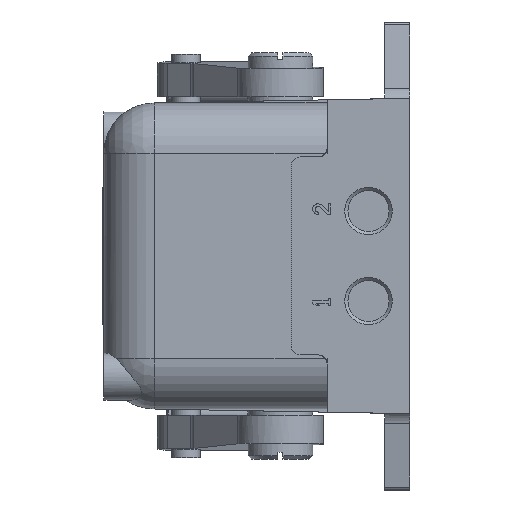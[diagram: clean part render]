
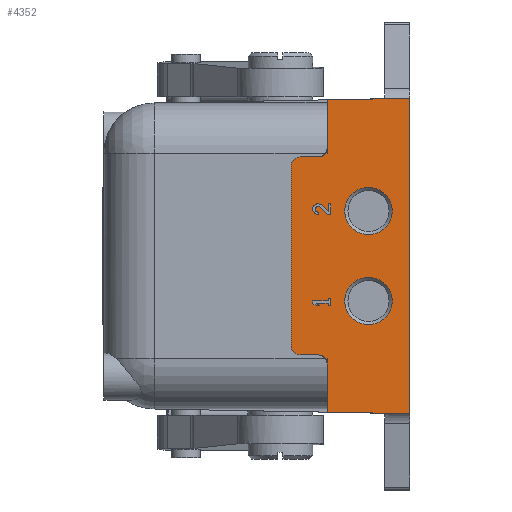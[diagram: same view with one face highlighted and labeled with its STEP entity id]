
A CAD part, left-side view. The second image highlights one B-rep face of the part: STEP entity #4352.
In plain terms, the highlighted planar face has unit normal (-1, 0, 0).
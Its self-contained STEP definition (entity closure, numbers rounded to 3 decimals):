
#213=CIRCLE('',#4656,1.5);
#214=CIRCLE('',#4657,0.8);
#215=CIRCLE('',#4658,2.5);
#216=CIRCLE('',#4659,2.5);
#217=CIRCLE('',#4660,2.5);
#218=CIRCLE('',#4661,2.5);
#219=CIRCLE('',#4662,6.579);
#220=CIRCLE('',#4663,6.579);
#459=ORIENTED_EDGE('',*,*,#1728,.T.);
#460=ORIENTED_EDGE('',*,*,#1729,.T.);
#461=ORIENTED_EDGE('',*,*,#1730,.T.);
#462=ORIENTED_EDGE('',*,*,#1731,.T.);
#463=ORIENTED_EDGE('',*,*,#1732,.T.);
#464=ORIENTED_EDGE('',*,*,#1733,.T.);
#465=ORIENTED_EDGE('',*,*,#1734,.T.);
#466=ORIENTED_EDGE('',*,*,#1735,.T.);
#467=ORIENTED_EDGE('',*,*,#1736,.F.);
#468=ORIENTED_EDGE('',*,*,#1737,.F.);
#469=ORIENTED_EDGE('',*,*,#1738,.T.);
#470=ORIENTED_EDGE('',*,*,#1739,.T.);
#471=ORIENTED_EDGE('',*,*,#1740,.F.);
#472=ORIENTED_EDGE('',*,*,#1741,.T.);
#473=ORIENTED_EDGE('',*,*,#1742,.F.);
#474=ORIENTED_EDGE('',*,*,#1743,.T.);
#475=ORIENTED_EDGE('',*,*,#1744,.T.);
#476=ORIENTED_EDGE('',*,*,#1745,.T.);
#477=ORIENTED_EDGE('',*,*,#1746,.F.);
#478=ORIENTED_EDGE('',*,*,#1747,.F.);
#479=ORIENTED_EDGE('',*,*,#1748,.F.);
#480=ORIENTED_EDGE('',*,*,#1749,.T.);
#481=ORIENTED_EDGE('',*,*,#1750,.T.);
#482=ORIENTED_EDGE('',*,*,#1751,.T.);
#483=ORIENTED_EDGE('',*,*,#1752,.T.);
#484=ORIENTED_EDGE('',*,*,#1753,.T.);
#485=ORIENTED_EDGE('',*,*,#1754,.T.);
#486=ORIENTED_EDGE('',*,*,#1755,.T.);
#487=ORIENTED_EDGE('',*,*,#1756,.T.);
#488=ORIENTED_EDGE('',*,*,#1757,.T.);
#489=ORIENTED_EDGE('',*,*,#1758,.T.);
#490=ORIENTED_EDGE('',*,*,#1759,.T.);
#491=ORIENTED_EDGE('',*,*,#1760,.T.);
#492=ORIENTED_EDGE('',*,*,#1761,.T.);
#1728=EDGE_CURVE('',#2360,#2361,#2763,.T.);
#1729=EDGE_CURVE('',#2361,#2362,#213,.T.);
#1730=EDGE_CURVE('',#2362,#2363,#2764,.T.);
#1731=EDGE_CURVE('',#2363,#2364,#2765,.T.);
#1732=EDGE_CURVE('',#2364,#2365,#2766,.T.);
#1733=EDGE_CURVE('',#2365,#2366,#2767,.T.);
#1734=EDGE_CURVE('',#2366,#2367,#2768,.T.);
#1735=EDGE_CURVE('',#2367,#2368,#2769,.T.);
#1736=EDGE_CURVE('',#2360,#2368,#214,.T.);
#1737=EDGE_CURVE('',#2369,#2370,#2770,.T.);
#1738=EDGE_CURVE('',#2369,#2371,#215,.T.);
#1739=EDGE_CURVE('',#2371,#2372,#2771,.T.);
#1740=EDGE_CURVE('',#2373,#2372,#216,.T.);
#1741=EDGE_CURVE('',#2373,#2374,#2772,.T.);
#1742=EDGE_CURVE('',#2375,#2374,#217,.T.);
#1743=EDGE_CURVE('',#2375,#2376,#2773,.T.);
#1744=EDGE_CURVE('',#2376,#2377,#218,.T.);
#1745=EDGE_CURVE('',#2377,#2378,#2774,.T.);
#1746=EDGE_CURVE('',#2379,#2378,#2775,.T.);
#1747=EDGE_CURVE('',#2380,#2379,#2776,.T.);
#1748=EDGE_CURVE('',#2370,#2380,#2777,.T.);
#1749=EDGE_CURVE('',#2381,#2381,#219,.T.);
#1750=EDGE_CURVE('',#2382,#2382,#220,.T.);
#1751=EDGE_CURVE('',#2383,#2384,#2778,.T.);
#1752=EDGE_CURVE('',#2384,#2385,#2779,.T.);
#1753=EDGE_CURVE('',#2385,#2386,#2780,.T.);
#1754=EDGE_CURVE('',#2386,#2387,#2781,.T.);
#1755=EDGE_CURVE('',#2387,#2388,#2782,.T.);
#1756=EDGE_CURVE('',#2388,#2389,#2783,.T.);
#1757=EDGE_CURVE('',#2389,#2390,#2784,.T.);
#1758=EDGE_CURVE('',#2390,#2391,#2785,.T.);
#1759=EDGE_CURVE('',#2391,#2392,#2786,.T.);
#1760=EDGE_CURVE('',#2392,#2393,#2787,.T.);
#1761=EDGE_CURVE('',#2393,#2383,#2788,.T.);
#2360=VERTEX_POINT('',#6624);
#2361=VERTEX_POINT('',#6625);
#2362=VERTEX_POINT('',#6627);
#2363=VERTEX_POINT('',#6629);
#2364=VERTEX_POINT('',#6631);
#2365=VERTEX_POINT('',#6633);
#2366=VERTEX_POINT('',#6635);
#2367=VERTEX_POINT('',#6637);
#2368=VERTEX_POINT('',#6639);
#2369=VERTEX_POINT('',#6642);
#2370=VERTEX_POINT('',#6643);
#2371=VERTEX_POINT('',#6645);
#2372=VERTEX_POINT('',#6647);
#2373=VERTEX_POINT('',#6649);
#2374=VERTEX_POINT('',#6651);
#2375=VERTEX_POINT('',#6653);
#2376=VERTEX_POINT('',#6655);
#2377=VERTEX_POINT('',#6657);
#2378=VERTEX_POINT('',#6659);
#2379=VERTEX_POINT('',#6661);
#2380=VERTEX_POINT('',#6663);
#2381=VERTEX_POINT('',#6666);
#2382=VERTEX_POINT('',#6668);
#2383=VERTEX_POINT('',#6670);
#2384=VERTEX_POINT('',#6671);
#2385=VERTEX_POINT('',#6673);
#2386=VERTEX_POINT('',#6675);
#2387=VERTEX_POINT('',#6677);
#2388=VERTEX_POINT('',#6679);
#2389=VERTEX_POINT('',#6681);
#2390=VERTEX_POINT('',#6683);
#2391=VERTEX_POINT('',#6685);
#2392=VERTEX_POINT('',#6687);
#2393=VERTEX_POINT('',#6689);
#2763=LINE('',#6623,#3173);
#2764=LINE('',#6628,#3174);
#2765=LINE('',#6630,#3175);
#2766=LINE('',#6632,#3176);
#2767=LINE('',#6634,#3177);
#2768=LINE('',#6636,#3178);
#2769=LINE('',#6638,#3179);
#2770=LINE('',#6641,#3180);
#2771=LINE('',#6646,#3181);
#2772=LINE('',#6650,#3182);
#2773=LINE('',#6654,#3183);
#2774=LINE('',#6658,#3184);
#2775=LINE('',#6660,#3185);
#2776=LINE('',#6662,#3186);
#2777=LINE('',#6664,#3187);
#2778=LINE('',#6669,#3188);
#2779=LINE('',#6672,#3189);
#2780=LINE('',#6674,#3190);
#2781=LINE('',#6676,#3191);
#2782=LINE('',#6678,#3192);
#2783=LINE('',#6680,#3193);
#2784=LINE('',#6682,#3194);
#2785=LINE('',#6684,#3195);
#2786=LINE('',#6686,#3196);
#2787=LINE('',#6688,#3197);
#2788=LINE('',#6690,#3198);
#3173=VECTOR('',#5221,1000.);
#3174=VECTOR('',#5224,1000.);
#3175=VECTOR('',#5225,1000.);
#3176=VECTOR('',#5226,1000.);
#3177=VECTOR('',#5227,1000.);
#3178=VECTOR('',#5228,1000.);
#3179=VECTOR('',#5229,1000.);
#3180=VECTOR('',#5232,1000.);
#3181=VECTOR('',#5235,1000.);
#3182=VECTOR('',#5238,1000.);
#3183=VECTOR('',#5241,1000.);
#3184=VECTOR('',#5244,1000.);
#3185=VECTOR('',#5245,1000.);
#3186=VECTOR('',#5246,1000.);
#3187=VECTOR('',#5247,1000.);
#3188=VECTOR('',#5252,1000.);
#3189=VECTOR('',#5253,1000.);
#3190=VECTOR('',#5254,1000.);
#3191=VECTOR('',#5255,1000.);
#3192=VECTOR('',#5256,1000.);
#3193=VECTOR('',#5257,1000.);
#3194=VECTOR('',#5258,1000.);
#3195=VECTOR('',#5259,1000.);
#3196=VECTOR('',#5260,1000.);
#3197=VECTOR('',#5261,1000.);
#3198=VECTOR('',#5262,1000.);
#3549=EDGE_LOOP('',(#459,#460,#461,#462,#463,#464,#465,#466,#467));
#3550=EDGE_LOOP('',(#468,#469,#470,#471,#472,#473,#474,#475,#476,#477,#478,
#479));
#3551=EDGE_LOOP('',(#480));
#3552=EDGE_LOOP('',(#481));
#3553=EDGE_LOOP('',(#482,#483,#484,#485,#486,#487,#488,#489,#490,#491,#492));
#3876=FACE_BOUND('',#3549,.T.);
#3877=FACE_BOUND('',#3550,.T.);
#3878=FACE_BOUND('',#3551,.T.);
#3879=FACE_BOUND('',#3552,.T.);
#3880=FACE_BOUND('',#3553,.T.);
#4190=PLANE('',#4655);
#4352=ADVANCED_FACE('',(#3876,#3877,#3878,#3879,#3880),#4190,.F.);
#4655=AXIS2_PLACEMENT_3D('',#6622,#5219,#5220);
#4656=AXIS2_PLACEMENT_3D('',#6626,#5222,#5223);
#4657=AXIS2_PLACEMENT_3D('',#6640,#5230,#5231);
#4658=AXIS2_PLACEMENT_3D('',#6644,#5233,#5234);
#4659=AXIS2_PLACEMENT_3D('',#6648,#5236,#5237);
#4660=AXIS2_PLACEMENT_3D('',#6652,#5239,#5240);
#4661=AXIS2_PLACEMENT_3D('',#6656,#5242,#5243);
#4662=AXIS2_PLACEMENT_3D('',#6665,#5248,#5249);
#4663=AXIS2_PLACEMENT_3D('',#6667,#5250,#5251);
#5219=DIRECTION('',(1.,0.,0.));
#5220=DIRECTION('',(0.,0.,-1.));
#5221=DIRECTION('',(0.,0.,-1.));
#5222=DIRECTION('',(1.,0.,0.));
#5223=DIRECTION('',(0.,0.,-1.));
#5224=DIRECTION('',(0.,-0.69,-0.724));
#5225=DIRECTION('',(0.,0.,1.));
#5226=DIRECTION('',(0.,-1.,0.));
#5227=DIRECTION('',(0.,0.,-1.));
#5228=DIRECTION('',(0.,1.,0.));
#5229=DIRECTION('',(0.,0.69,0.724));
#5230=DIRECTION('',(1.,0.,0.));
#5231=DIRECTION('',(0.,0.,-1.));
#5232=DIRECTION('',(0.,0.,1.));
#5233=DIRECTION('',(1.,0.,0.));
#5234=DIRECTION('',(0.,0.,-1.));
#5235=DIRECTION('',(0.,1.,0.));
#5236=DIRECTION('',(1.,0.,0.));
#5237=DIRECTION('',(0.,0.,-1.));
#5238=DIRECTION('',(0.,0.,-1.));
#5239=DIRECTION('',(1.,0.,0.));
#5240=DIRECTION('',(0.,0.,-1.));
#5241=DIRECTION('',(0.,-1.,0.));
#5242=DIRECTION('',(1.,0.,0.));
#5243=DIRECTION('',(0.,0.,-1.));
#5244=DIRECTION('',(0.,0.,-1.));
#5245=DIRECTION('',(0.,1.,0.018));
#5246=DIRECTION('',(0.,0.,-1.));
#5247=DIRECTION('',(0.,-1.,0.018));
#5248=DIRECTION('',(1.,0.,0.));
#5249=DIRECTION('',(0.,0.,-1.));
#5250=DIRECTION('',(1.,0.,0.));
#5251=DIRECTION('',(0.,0.,-1.));
#5252=DIRECTION('',(0.,0.,1.));
#5253=DIRECTION('',(0.,-1.,0.));
#5254=DIRECTION('',(0.,0.,-1.));
#5255=DIRECTION('',(0.,1.,0.));
#5256=DIRECTION('',(0.,0.,1.));
#5257=DIRECTION('',(0.,1.,0.));
#5258=DIRECTION('',(0.,-0.838,-0.545));
#5259=DIRECTION('',(0.,1.,0.));
#5260=DIRECTION('',(0.,0.838,0.545));
#5261=DIRECTION('',(0.,0.,1.));
#5262=DIRECTION('',(0.,-1.,0.));
#6622=CARTESIAN_POINT('',(0.,0.,0.));
#6623=CARTESIAN_POINT('',(0.,25.5,12.2));
#6624=CARTESIAN_POINT('',(0.,25.5,12.2));
#6625=CARTESIAN_POINT('',(0.,25.5,11.5));
#6626=CARTESIAN_POINT('',(0.,25.5,13.));
#6627=CARTESIAN_POINT('',(0.,24.414,14.034));
#6628=CARTESIAN_POINT('',(0.,24.414,14.034));
#6629=CARTESIAN_POINT('',(0.,22.7,12.235));
#6630=CARTESIAN_POINT('',(0.,22.7,12.235));
#6631=CARTESIAN_POINT('',(0.,22.7,14.5));
#6632=CARTESIAN_POINT('',(0.,22.7,14.5));
#6633=CARTESIAN_POINT('',(0.,22.,14.5));
#6634=CARTESIAN_POINT('',(0.,22.,14.5));
#6635=CARTESIAN_POINT('',(0.,22.,11.5));
#6636=CARTESIAN_POINT('',(0.,22.,11.5));
#6637=CARTESIAN_POINT('',(0.,22.967,11.5));
#6638=CARTESIAN_POINT('',(0.,22.967,11.5));
#6639=CARTESIAN_POINT('',(0.,24.921,13.552));
#6640=CARTESIAN_POINT('',(0.,25.5,13.));
#6641=CARTESIAN_POINT('',(0.,23.,0.));
#6642=CARTESIAN_POINT('',(0.,23.,30.));
#6643=CARTESIAN_POINT('',(0.,23.,43.379));
#6644=CARTESIAN_POINT('',(0.,25.5,30.));
#6645=CARTESIAN_POINT('',(0.,25.5,27.5));
#6646=CARTESIAN_POINT('',(0.,25.5,27.5));
#6647=CARTESIAN_POINT('',(0.,30.5,27.5));
#6648=CARTESIAN_POINT('',(0.,30.5,25.));
#6649=CARTESIAN_POINT('',(0.,33.,25.));
#6650=CARTESIAN_POINT('',(0.,33.,25.));
#6651=CARTESIAN_POINT('',(0.,33.,-25.));
#6652=CARTESIAN_POINT('',(0.,30.5,-25.));
#6653=CARTESIAN_POINT('',(0.,30.5,-27.5));
#6654=CARTESIAN_POINT('',(0.,30.5,-27.5));
#6655=CARTESIAN_POINT('',(0.,25.5,-27.5));
#6656=CARTESIAN_POINT('',(0.,25.5,-30.));
#6657=CARTESIAN_POINT('',(0.,23.,-30.));
#6658=CARTESIAN_POINT('',(0.,23.,-30.));
#6659=CARTESIAN_POINT('',(0.,23.,-43.379));
#6660=CARTESIAN_POINT('',(0.,0.,-43.8));
#6661=CARTESIAN_POINT('',(0.,0.,-43.8));
#6662=CARTESIAN_POINT('',(0.,0.,43.8));
#6663=CARTESIAN_POINT('',(0.,0.,43.8));
#6664=CARTESIAN_POINT('',(0.,71.,42.5));
#6665=CARTESIAN_POINT('',(0.,11.5,-12.5));
#6666=CARTESIAN_POINT('',(0.,11.5,-19.079));
#6667=CARTESIAN_POINT('',(0.,11.5,12.5));
#6668=CARTESIAN_POINT('',(0.,11.5,5.922));
#6669=CARTESIAN_POINT('',(0.,22.7,-12.45));
#6670=CARTESIAN_POINT('',(0.,22.7,-12.45));
#6671=CARTESIAN_POINT('',(0.,22.7,-11.8));
#6672=CARTESIAN_POINT('',(0.,22.7,-11.8));
#6673=CARTESIAN_POINT('',(0.,22.,-11.8));
#6674=CARTESIAN_POINT('',(0.,22.,-11.8));
#6675=CARTESIAN_POINT('',(0.,22.,-13.8));
#6676=CARTESIAN_POINT('',(0.,22.,-13.8));
#6677=CARTESIAN_POINT('',(0.,22.7,-13.8));
#6678=CARTESIAN_POINT('',(0.,22.7,-13.8));
#6679=CARTESIAN_POINT('',(0.,22.7,-13.15));
#6680=CARTESIAN_POINT('',(0.,22.7,-13.15));
#6681=CARTESIAN_POINT('',(0.,26.,-13.15));
#6682=CARTESIAN_POINT('',(0.,26.,-13.15));
#6683=CARTESIAN_POINT('',(0.,25.,-13.8));
#6684=CARTESIAN_POINT('',(0.,25.,-13.8));
#6685=CARTESIAN_POINT('',(0.,26.,-13.8));
#6686=CARTESIAN_POINT('',(0.,26.,-13.8));
#6687=CARTESIAN_POINT('',(0.,27.,-13.15));
#6688=CARTESIAN_POINT('',(0.,27.,-13.15));
#6689=CARTESIAN_POINT('',(0.,27.,-12.45));
#6690=CARTESIAN_POINT('',(0.,27.,-12.45));
